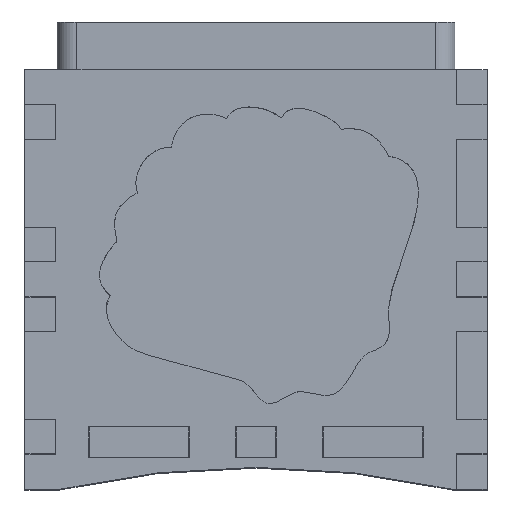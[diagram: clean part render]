
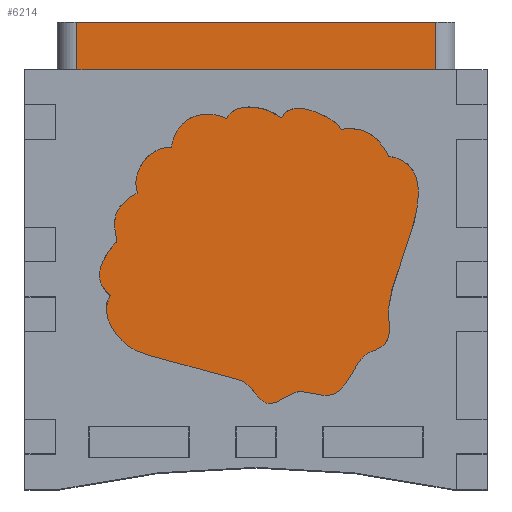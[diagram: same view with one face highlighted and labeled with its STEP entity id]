
A CAD part, top view. The second image highlights one B-rep face of the part: STEP entity #6214.
In plain terms, the highlighted face is planar.
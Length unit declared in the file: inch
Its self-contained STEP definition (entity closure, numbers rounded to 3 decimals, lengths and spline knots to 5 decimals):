
#651=FACE_OUTER_BOUND('',#983,.T.);
#983=EDGE_LOOP('',(#5578,#5579,#5580,#5581));
#1770=LINE('',#13955,#2564);
#1777=LINE('',#13982,#2571);
#1778=LINE('',#13985,#2572);
#1779=LINE('',#13986,#2573);
#2564=VECTOR('',#8033,0.3937);
#2571=VECTOR('',#8056,0.3937);
#2572=VECTOR('',#8059,0.3937);
#2573=VECTOR('',#8060,0.3937);
#3121=VERTEX_POINT('',#13952);
#3122=VERTEX_POINT('',#13954);
#3134=VERTEX_POINT('',#13980);
#3135=VERTEX_POINT('',#13984);
#3939=EDGE_CURVE('',#3121,#3122,#1770,.T.);
#3953=EDGE_CURVE('',#3134,#3121,#1777,.T.);
#3954=EDGE_CURVE('',#3135,#3134,#1778,.T.);
#3955=EDGE_CURVE('',#3122,#3135,#1779,.T.);
#5578=ORIENTED_EDGE('',*,*,#3953,.F.);
#5579=ORIENTED_EDGE('',*,*,#3954,.F.);
#5580=ORIENTED_EDGE('',*,*,#3955,.F.);
#5581=ORIENTED_EDGE('',*,*,#3939,.F.);
#5931=PLANE('',#6658);
#6214=ADVANCED_FACE('',(#651),#5931,.T.);
#6658=AXIS2_PLACEMENT_3D('',#13983,#8057,#8058);
#8033=DIRECTION('',(-1.,0.,0.));
#8056=DIRECTION('',(0.,1.,0.));
#8057=DIRECTION('center_axis',(0.,0.,-1.));
#8058=DIRECTION('ref_axis',(-1.,0.,0.));
#8059=DIRECTION('',(1.,0.,0.));
#8060=DIRECTION('',(0.,-1.,0.));
#13952=CARTESIAN_POINT('',(1.4125,3.18,-1.5625));
#13954=CARTESIAN_POINT('',(-1.4125,3.18,-1.5625));
#13955=CARTESIAN_POINT('',(-1.5625,3.18,-1.5625));
#13980=CARTESIAN_POINT('',(1.4125,0.,-1.5625));
#13982=CARTESIAN_POINT('',(1.4125,0.,-1.5625));
#13983=CARTESIAN_POINT('Origin',(1.5625,0.,-1.5625));
#13984=CARTESIAN_POINT('',(-1.4125,0.,-1.5625));
#13985=CARTESIAN_POINT('',(-1.5625,0.,-1.5625));
#13986=CARTESIAN_POINT('',(-1.4125,0.,-1.5625));
